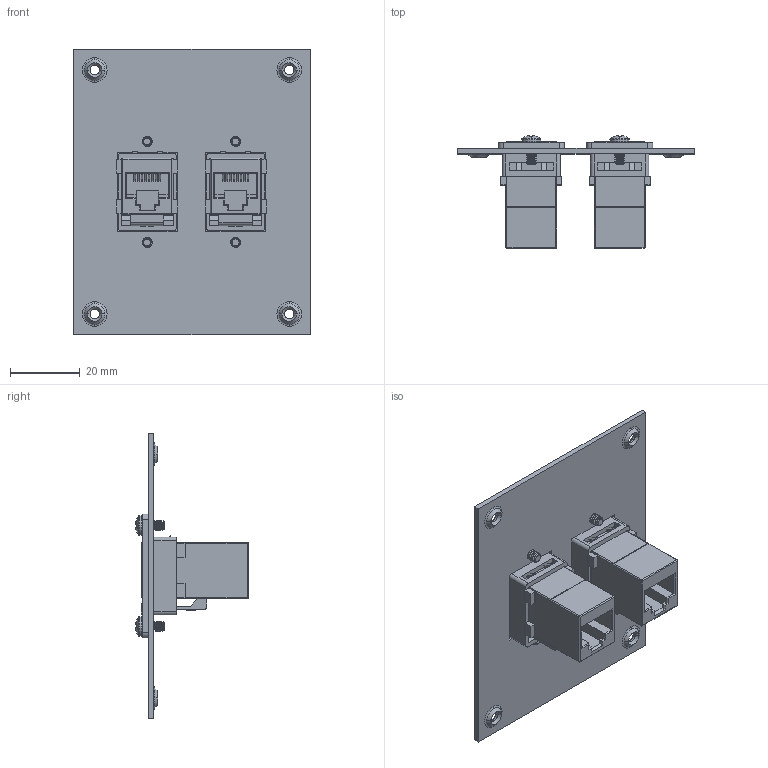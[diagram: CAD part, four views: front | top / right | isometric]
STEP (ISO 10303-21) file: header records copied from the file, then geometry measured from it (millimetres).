
FILE_DESCRIPTION (( 'STEP AP203' ), '1' );
FILE_NAME ('USP2ECF-SC3B.STEP', '2014-11-13T14:42:41', ( 'x' ), ( '' ), 'SwSTEP 2.0', 'SolidWorks 2014', '' );
FILE_SCHEMA (( 'CONFIG_CONTROL_DESIGN' ));
Length unit declared in the file: inch
Products named in the file (5): 1AR06-001; ECF-SK_with Global Connectivity logo; TDG1026KS-8P; 91772A106_91772A106; USP2ECF-SC3B
Assembly tree (9 placements, depth 2):
  USP2ECF-SC3B
    1AR06-001
    ECF-SK_with Global Connectivity logo  x2
    TDG1026KS-8P  x2
    91772A106_91772A106  x4
Bounding box: 68.07 x 32.39 x 82.04 mm (x, y, z)
Volume: 21011.7 mm3; surface area: 23290.2 mm2
Topology: 9 solids, 9 shells, 1176 faces, 3278 edges, 2144 vertices
Faces by surface type: plane 656, cylinder 326, bspline 86, cone 60, torus 32, sphere 16
Entity records: 19063 total; most frequent: CARTESIAN_POINT 5446, ORIENTED_EDGE 2882, DIRECTION 2429, EDGE_CURVE 1441, LINE 985, VECTOR 985, VERTEX_POINT 943, AXIS2_PLACEMENT_3D 722
